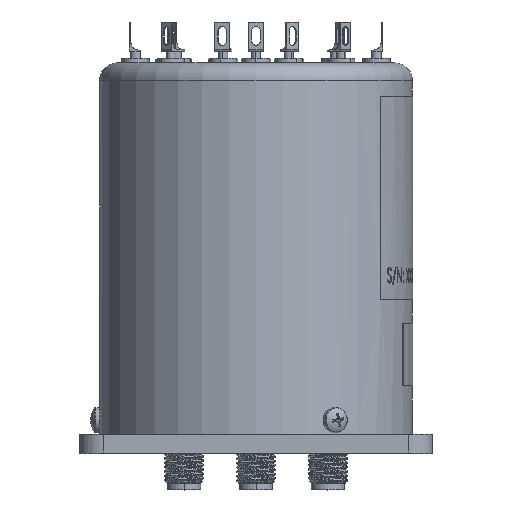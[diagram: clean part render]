
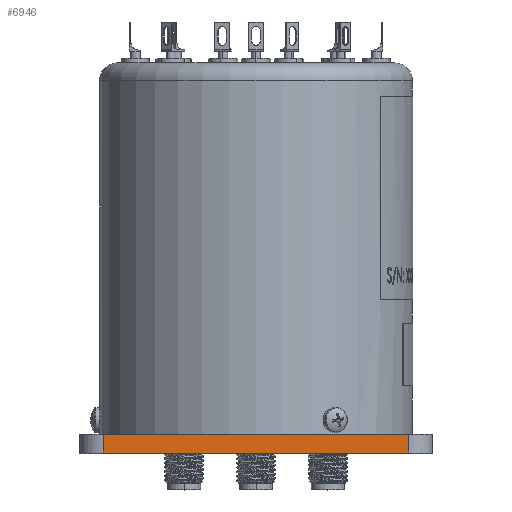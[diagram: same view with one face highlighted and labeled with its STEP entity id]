
A CAD part, top view. The second image highlights one B-rep face of the part: STEP entity #6946.
In plain terms, the highlighted planar face has unit normal (0, 0, 1).
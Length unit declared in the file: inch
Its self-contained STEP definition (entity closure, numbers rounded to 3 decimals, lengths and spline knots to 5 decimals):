
#379 = VECTOR ( 'NONE', #35614, 39.37008 ) ;
#806 = VERTEX_POINT ( 'NONE', #24074 ) ;
#859 = VERTEX_POINT ( 'NONE', #9456 ) ;
#1412 = VERTEX_POINT ( 'NONE', #11461 ) ;
#2248 = EDGE_CURVE ( 'NONE', #1412, #859, #32400, .T. ) ;
#2503 = EDGE_CURVE ( 'NONE', #806, #11246, #36916, .T. ) ;
#2567 = CARTESIAN_POINT ( 'NONE',  ( 0.975, 0.12, 1.125 ) ) ;
#4456 = PLANE ( 'NONE',  #16365 ) ;
#6401 = LINE ( 'NONE', #21396, #25022 ) ;
#6734 = DIRECTION ( 'NONE',  ( 0., -1., 0. ) ) ;
#6946 = ADVANCED_FACE ( 'NONE', ( #21365 ), #4456, .F. ) ;
#6957 = DIRECTION ( 'NONE',  ( 0., -1., 0. ) ) ;
#9456 = CARTESIAN_POINT ( 'NONE',  ( 0.975, 0., 1.125 ) ) ;
#9742 = CARTESIAN_POINT ( 'NONE',  ( 0.975, 0.12, 1.125 ) ) ;
#10193 = ORIENTED_EDGE ( 'NONE', *, *, #34487, .T. ) ;
#10905 = CARTESIAN_POINT ( 'NONE',  ( 1.125, 0.12, 1.125 ) ) ;
#11246 = VERTEX_POINT ( 'NONE', #2567 ) ;
#11461 = CARTESIAN_POINT ( 'NONE',  ( -0.975, 0., 1.125 ) ) ;
#12300 = VECTOR ( 'NONE', #14894, 39.37008 ) ;
#12453 = CARTESIAN_POINT ( 'NONE',  ( 1.125, 0.12, 1.125 ) ) ;
#14209 = ORIENTED_EDGE ( 'NONE', *, *, #26207, .T. ) ;
#14894 = DIRECTION ( 'NONE',  ( 0., 1., 0. ) ) ;
#16365 = AXIS2_PLACEMENT_3D ( 'NONE', #12453, #21175, #6734 ) ;
#17372 = DIRECTION ( 'NONE',  ( 1., 0., 0. ) ) ;
#19138 = EDGE_LOOP ( 'NONE', ( #22209, #10193, #32402, #14209 ) ) ;
#20765 = LINE ( 'NONE', #9742, #12300 ) ;
#20810 = CARTESIAN_POINT ( 'NONE',  ( 1.125, 0., 1.125 ) ) ;
#21175 = DIRECTION ( 'NONE',  ( 0., 0., -1. ) ) ;
#21365 = FACE_OUTER_BOUND ( 'NONE', #19138, .T. ) ;
#21396 = CARTESIAN_POINT ( 'NONE',  ( -0.975, 0.12, 1.125 ) ) ;
#22209 = ORIENTED_EDGE ( 'NONE', *, *, #2503, .F. ) ;
#24074 = CARTESIAN_POINT ( 'NONE',  ( -0.975, 0.12, 1.125 ) ) ;
#25022 = VECTOR ( 'NONE', #6957, 39.37008 ) ;
#26207 = EDGE_CURVE ( 'NONE', #859, #11246, #20765, .T. ) ;
#32400 = LINE ( 'NONE', #20810, #379 ) ;
#32402 = ORIENTED_EDGE ( 'NONE', *, *, #2248, .T. ) ;
#34487 = EDGE_CURVE ( 'NONE', #806, #1412, #6401, .T. ) ;
#35614 = DIRECTION ( 'NONE',  ( 1., 0., 0. ) ) ;
#36916 = LINE ( 'NONE', #10905, #37389 ) ;
#37389 = VECTOR ( 'NONE', #17372, 39.37008 ) ;
